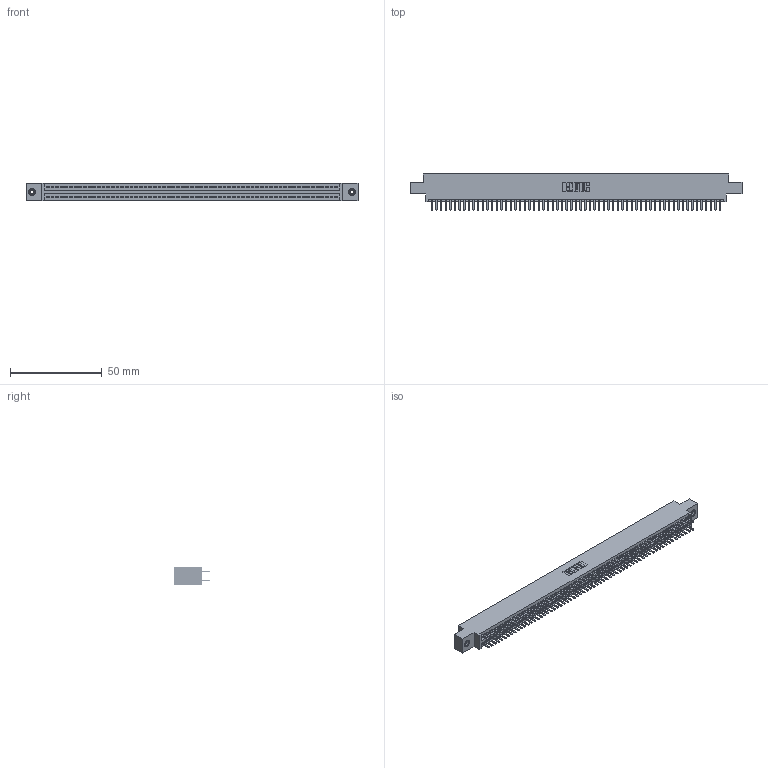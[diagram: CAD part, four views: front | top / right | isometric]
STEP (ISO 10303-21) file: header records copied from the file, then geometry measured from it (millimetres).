
FILE_DESCRIPTION (( 'STEP AP203' ), '1' );
FILE_NAME ('345-126-520-808.STEP', '2019-11-06T22:35:43', ( '' ), ( '' ), 'SwSTEP 2.0', 'SolidWorks 2016', '' );
FILE_SCHEMA (( 'CONFIG_CONTROL_DESIGN' ));
Length unit declared in the file: inch
Products named in the file (4): 345-250-001_345-250-003-102; 345-292-001_345-293-120; 345 Part_0.170 Offset - 0.156 Dia-TI; 345-126-520-808
Assembly tree (129 placements, depth 2):
  345-126-520-808
    345 Part_0.170 Offset - 0.156 Dia-TI
    345-292-001_345-293-120  x126
    345-250-001_345-250-003-102  x2
Bounding box: 181.23 x 19.68 x 9.4 mm (x, y, z)
Volume: 17624.4 mm3; surface area: 26497.6 mm2
Topology: 129 solids, 129 shells, 6994 faces, 20271 edges, 13170 vertices
Faces by surface type: plane 4526, cylinder 2452, cone 12, torus 4
Entity records: 48036 total; most frequent: CARTESIAN_POINT 8027, ORIENTED_EDGE 7942, DIRECTION 7065, EDGE_CURVE 3971, LINE 3563, VECTOR 3563, VERTEX_POINT 2640, AXIS2_PLACEMENT_3D 1751
